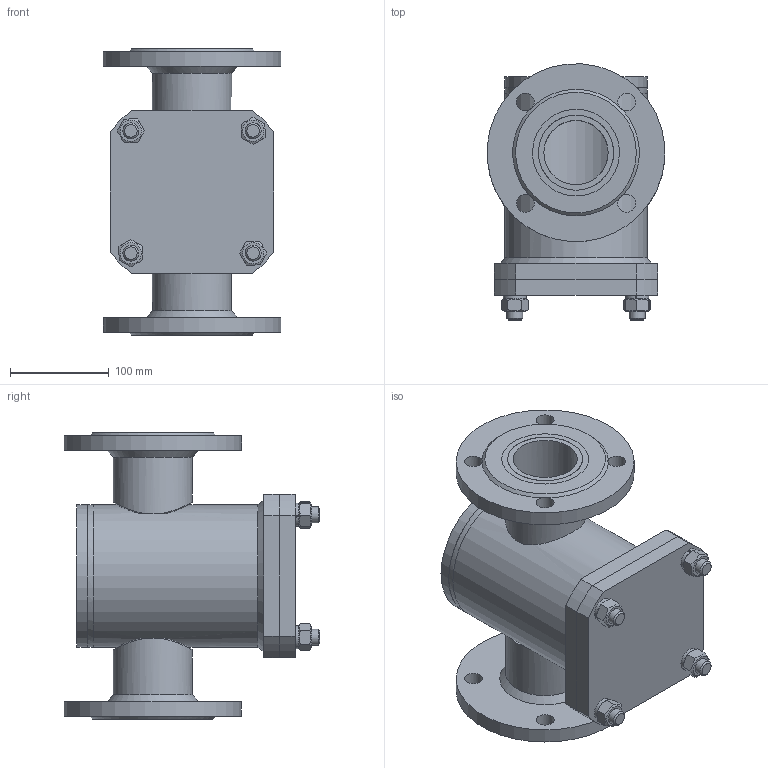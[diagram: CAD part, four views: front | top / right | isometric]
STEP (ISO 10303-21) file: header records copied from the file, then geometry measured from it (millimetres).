
FILE_DESCRIPTION((''),'2;1');
FILE_NAME('ФБ93.010.065.000.stp','2015-03-10T11:47:44',('��������'),(''),'Autodesk Inventor 2013','Autodesk Inventor 2013','');
FILE_SCHEMA(('AUTOMOTIVE_DESIGN { 1 0 10303 214 1 1 1 1 }'));
Length unit declared in the file: millimetre
Products named in the file (21): ФБ93.010.065; ФБ93 010 065 010; ФБ93 010 065 010_Сварные швы; ФБ93 010 065 012; ФБ93 010 065 011; ФБ93 010 065 013; ФБ93 010 065 013_1; ФБ93 010 065 014; ФБ39 010 065 013; ФБ39 010 065 013_1; ������_1; ������_3; ������_4; ������_5; �����_3; �����_4; ������_6; �����_5; ФБ10 001 050 004; Гайка ГОСТ 5915-70 M16; Шайба ГОСТ 6402-70 16 N
Assembly tree (30 placements, depth 3):
  ФБ93.010.065
    ФБ93 010 065 010
      ФБ93 010 065 010_Сварные швы
      ФБ93 010 065 012
      ФБ93 010 065 011
      ФБ93 010 065 013
      ФБ93 010 065 013_1
      ФБ93 010 065 014
      ФБ39 010 065 013
      ФБ39 010 065 013_1
    ������_1
      ������_3
      ������_4
      ������_5  x2
      �����_3
      �����_4
    ������_6
    �����_5
    ФБ10 001 050 004  x4
    Гайка ГОСТ 5915-70 M16  x4
    Шайба ГОСТ 6402-70 16 N  x4
Bounding box: 179.52 x 258.76 x 290 mm (x, y, z)
Volume: 2294855.3 mm3; surface area: 828208.5 mm2
Topology: 34 solids, 34 shells, 338 faces, 785 edges, 498 vertices
Faces by surface type: plane 202, cylinder 79, cone 48, bspline 5, torus 4
Full cylindrical faces by diameter (mm): 10 x2, 13.835 x8, 16 x4, 18 x12, 20 x1, 65 x4, 76 x6, 80 x4, 132 x1, 139 x1, 140 x3, 144 x4, 151 x1, 180 x2
Entity records: 8618 total; most frequent: CARTESIAN_POINT 2381, DIRECTION 1262, ORIENTED_EDGE 986, AXIS2_PLACEMENT_3D 515, EDGE_CURVE 493, EDGE_LOOP 392, VERTEX_POINT 349, FACE_OUTER_BOUND 256
